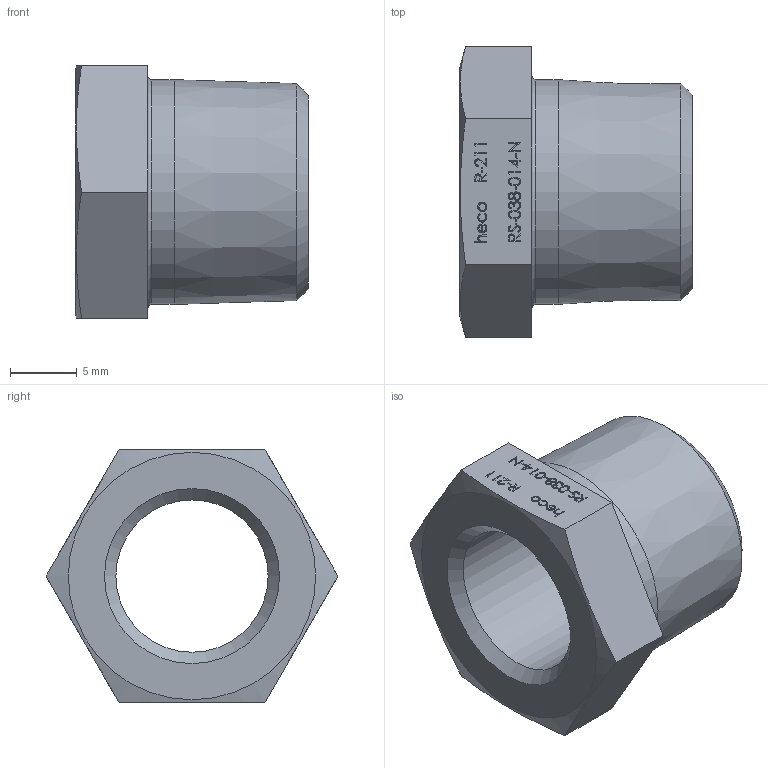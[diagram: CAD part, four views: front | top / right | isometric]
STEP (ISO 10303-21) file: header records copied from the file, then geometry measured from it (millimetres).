
FILE_DESCRIPTION (( 'STEP AP214' ), '1' );
FILE_NAME ('RS-038-014-N R-211 Reduzierstück 2011.STEP', '2020-11-06T12:52:24', ( '' ), ( '' ), 'SwSTEP 2.0', 'SolidWorks 2019', '' );
FILE_SCHEMA (( 'AUTOMOTIVE_DESIGN' ));
Length unit declared in the file: millimetre
Products named in the file (1): RS-038-014-N R-211 Reduzierstück 2011
Bounding box: 17.5 x 21.94 x 19.01 mm (x, y, z)
Volume: 2468.4 mm3; surface area: 1943.2 mm2
Topology: 1 solids, 1 shells, 265 faces, 692 edges, 460 vertices
Faces by surface type: plane 142, bspline 115, cone 5, cylinder 2, torus 1
Full cylindrical faces by diameter (mm): 11.445 x1, 16.893 x1
Entity records: 16981 total; most frequent: CARTESIAN_POINT 8631, ORIENTED_EDGE 1364, DIRECTION 758, EDGE_CURVE 682, VERTEX_POINT 458, VECTOR 436, LINE 436, EDGE_LOOP 306
